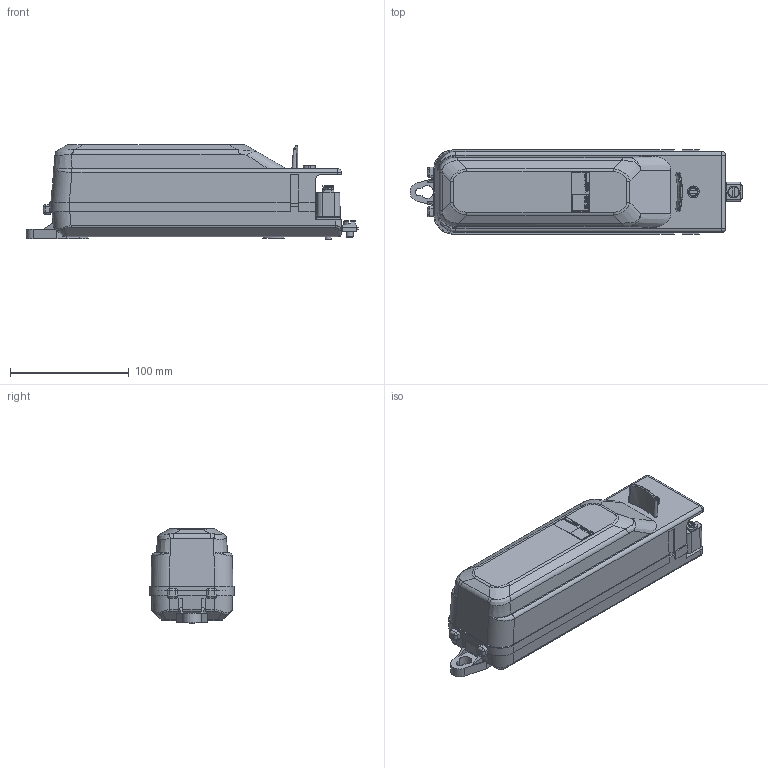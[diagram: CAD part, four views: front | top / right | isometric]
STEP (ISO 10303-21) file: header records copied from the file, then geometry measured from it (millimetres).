
FILE_DESCRIPTION( ( 'Unknown' ), '1' );
FILE_NAME( 'ELEQ LS-94 3D solid.stp', 'Unknown', ( 'GGr' ), ( 'Eleq' ), 'PSStep 17.0.49', 'Unknown', ' ' );
FILE_SCHEMA( ( 'AUTOMOTIVE_DESIGN { 1 0 10303 214 1 1 1 1 }' ) );
Length unit declared in the file: millimetre
Products named in the file (2): Eleq logo solid 75%
Bounding box: 279.47 x 71.07 x 80.08 mm (x, y, z)
Volume: 1095111.6 mm3; surface area: 93815.7 mm2
Topology: 2 solids, 8 shells, 917 faces, 2442 edges, 1587 vertices
Faces by surface type: plane 596, cylinder 177, extrusion 61, bspline 36, cone 19, torus 14, sphere 12, revolution 2
Full cylindrical faces by diameter (mm): 3 x5, 3.5 x4, 5 x3, 5.5 x2, 6 x4, 6.3 x1, 7 x1, 7.2 x1, 9 x1, 10 x1, 18 x1
Entity records: 44817 total; most frequent: CARTESIAN_POINT 15240, ORIENTED_EDGE 4720, DIRECTION 4246, EDGE_CURVE 2360, VECTOR 1726, LINE 1665, VERTEX_POINT 1561, AXIS2_PLACEMENT_3D 1259
